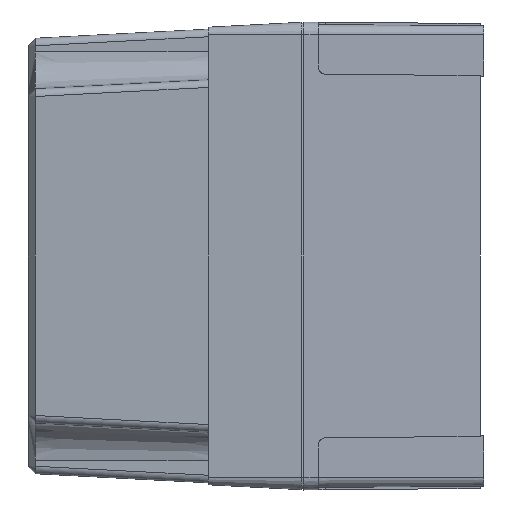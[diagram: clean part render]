
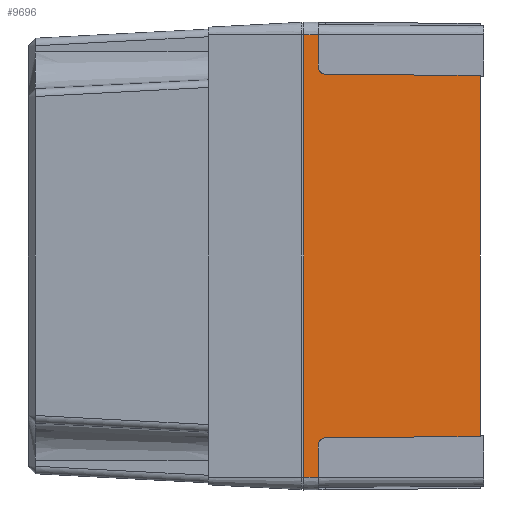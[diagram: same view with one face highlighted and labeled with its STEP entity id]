
A CAD part, left-side view. The second image highlights one B-rep face of the part: STEP entity #9696.
In plain terms, the highlighted planar face has unit normal (-1, -0.009, 0).
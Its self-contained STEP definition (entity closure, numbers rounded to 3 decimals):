
#104 = VECTOR ( 'NONE', #15329, 1000. ) ;
#186 = DIRECTION ( 'NONE',  ( 0., 0., 1. ) ) ;
#364 = ORIENTED_EDGE ( 'NONE', *, *, #15644, .T. ) ;
#533 = EDGE_CURVE ( 'NONE', #9728, #14686, #12604, .T. ) ;
#578 = LINE ( 'NONE', #2802, #10111 ) ;
#644 = VECTOR ( 'NONE', #13807, 1000. ) ;
#702 = CARTESIAN_POINT ( 'NONE',  ( -40.015, -4., 52.533 ) ) ;
#796 = EDGE_CURVE ( 'NONE', #10628, #9007, #15676, .T. ) ;
#1109 = CARTESIAN_POINT ( 'NONE',  ( -40.051, 0.096, -50.586 ) ) ;
#1323 = ORIENTED_EDGE ( 'NONE', *, *, #1495, .T. ) ;
#1427 = CARTESIAN_POINT ( 'NONE',  ( -40.015, -4., -52.533 ) ) ;
#1495 = EDGE_CURVE ( 'NONE', #6068, #4872, #12961, .T. ) ;
#1556 = CARTESIAN_POINT ( 'NONE',  ( -40.05, 0., -61.55 ) ) ;
#1597 = CARTESIAN_POINT ( 'NONE',  ( -40.041, -0.978, 50.576 ) ) ;
#1777 = CARTESIAN_POINT ( 'NONE',  ( -40.008, -4.819, -50.543 ) ) ;
#2111 = CARTESIAN_POINT ( 'NONE',  ( -40.05, 0., 61.55 ) ) ;
#2285 = VECTOR ( 'NONE', #5126, 1000. ) ;
#2404 = PLANE ( 'NONE',  #4180 ) ;
#2781 = CARTESIAN_POINT ( 'NONE',  ( -40.015, -4., -52.533 ) ) ;
#2802 = CARTESIAN_POINT ( 'NONE',  ( -40.05, 0., -61.55 ) ) ;
#2810 = CARTESIAN_POINT ( 'NONE',  ( -39.998, -5.983, -50.533 ) ) ;
#2863 = CARTESIAN_POINT ( 'NONE',  ( -40.015, -4., -51.369 ) ) ;
#3633 = ORIENTED_EDGE ( 'NONE', *, *, #5042, .F. ) ;
#3736 = CARTESIAN_POINT ( 'NONE',  ( -39.622, -49., 50.157 ) ) ;
#4126 = ORIENTED_EDGE ( 'NONE', *, *, #796, .T. ) ;
#4180 = AXIS2_PLACEMENT_3D ( 'NONE', #4827, #9679, #4756 ) ;
#4324 = CARTESIAN_POINT ( 'NONE',  ( -40.015, -4., 51.369 ) ) ;
#4756 = DIRECTION ( 'NONE',  ( 0.009, -1., 0. ) ) ;
#4827 = CARTESIAN_POINT ( 'NONE',  ( -40.05, 0., -61.55 ) ) ;
#4872 = VERTEX_POINT ( 'NONE', #12189 ) ;
#5042 = EDGE_CURVE ( 'NONE', #10628, #8570, #7416, .T. ) ;
#5126 = DIRECTION ( 'NONE',  ( 0., 0., 1. ) ) ;
#5355 = EDGE_LOOP ( 'NONE', ( #3633, #4126, #8506, #1323, #5739, #13763, #13783, #364, #13947, #10170 ) ) ;
#5707 =( BOUNDED_CURVE ( )  B_SPLINE_CURVE ( 3, ( #2781, #2863, #1777, #12537 ),
 .UNSPECIFIED., .F., .T. ) 
 B_SPLINE_CURVE_WITH_KNOTS ( ( 4, 4 ),
 ( 3.142, 4.704 ),
 .UNSPECIFIED. ) 
 CURVE ( )  GEOMETRIC_REPRESENTATION_ITEM ( )  RATIONAL_B_SPLINE_CURVE ( ( 1., 0.807, 0.807, 1. ) ) 
 REPRESENTATION_ITEM ( '' )  );
#5739 = ORIENTED_EDGE ( 'NONE', *, *, #15081, .F. ) ;
#5876 = CARTESIAN_POINT ( 'NONE',  ( -40.05, 0., -61.55 ) ) ;
#6036 = DIRECTION ( 'NONE',  ( -0.009, 1., 0. ) ) ;
#6068 = VERTEX_POINT ( 'NONE', #12551 ) ;
#6159 = CARTESIAN_POINT ( 'NONE',  ( -40.015, -4., -61.55 ) ) ;
#7270 = VERTEX_POINT ( 'NONE', #2810 ) ;
#7272 = CARTESIAN_POINT ( 'NONE',  ( -39.622, -49., -50.157 ) ) ;
#7416 = LINE ( 'NONE', #1597, #644 ) ;
#7625 = DIRECTION ( 'NONE',  ( 0., 0., 1. ) ) ;
#7681 = CARTESIAN_POINT ( 'NONE',  ( -39.622, -49., -61.55 ) ) ;
#8102 = LINE ( 'NONE', #5876, #14252 ) ;
#8506 = ORIENTED_EDGE ( 'NONE', *, *, #14911, .T. ) ;
#8529 = EDGE_CURVE ( 'NONE', #9728, #15182, #8102, .T. ) ;
#8570 = VERTEX_POINT ( 'NONE', #3736 ) ;
#8575 = LINE ( 'NONE', #15689, #15708 ) ;
#9007 = VERTEX_POINT ( 'NONE', #14836 ) ;
#9071 = VECTOR ( 'NONE', #10161, 1000. ) ;
#9535 = VECTOR ( 'NONE', #10817, 1000. ) ;
#9679 = DIRECTION ( 'NONE',  ( -1., -0.009, 0. ) ) ;
#9696 = ADVANCED_FACE ( 'NONE', ( #12067 ), #2404, .T. ) ;
#9728 = VERTEX_POINT ( 'NONE', #13108 ) ;
#10102 = EDGE_CURVE ( 'NONE', #10870, #7270, #10535, .T. ) ;
#10111 = VECTOR ( 'NONE', #7625, 1000. ) ;
#10161 = DIRECTION ( 'NONE',  ( 0., 0., 1. ) ) ;
#10170 = ORIENTED_EDGE ( 'NONE', *, *, #14182, .T. ) ;
#10222 = CARTESIAN_POINT ( 'NONE',  ( -39.998, -5.983, 50.533 ) ) ;
#10535 = LINE ( 'NONE', #1109, #104 ) ;
#10628 = VERTEX_POINT ( 'NONE', #11662 ) ;
#10817 = DIRECTION ( 'NONE',  ( -0.009, 1., 0. ) ) ;
#10870 = VERTEX_POINT ( 'NONE', #7272 ) ;
#11662 = CARTESIAN_POINT ( 'NONE',  ( -39.998, -5.983, 50.533 ) ) ;
#12067 = FACE_OUTER_BOUND ( 'NONE', #5355, .T. ) ;
#12189 = CARTESIAN_POINT ( 'NONE',  ( -40.05, 0., 61.55 ) ) ;
#12537 = CARTESIAN_POINT ( 'NONE',  ( -39.998, -5.983, -50.533 ) ) ;
#12551 = CARTESIAN_POINT ( 'NONE',  ( -40.015, -4., 61.55 ) ) ;
#12604 = LINE ( 'NONE', #6159, #2285 ) ;
#12616 = LINE ( 'NONE', #7681, #9071 ) ;
#12831 = CARTESIAN_POINT ( 'NONE',  ( -40.008, -4.819, 50.543 ) ) ;
#12961 = LINE ( 'NONE', #2111, #9535 ) ;
#13108 = CARTESIAN_POINT ( 'NONE',  ( -40.015, -4., -61.55 ) ) ;
#13763 = ORIENTED_EDGE ( 'NONE', *, *, #8529, .F. ) ;
#13783 = ORIENTED_EDGE ( 'NONE', *, *, #533, .T. ) ;
#13807 = DIRECTION ( 'NONE',  ( 0.009, -1., -0.009 ) ) ;
#13947 = ORIENTED_EDGE ( 'NONE', *, *, #10102, .F. ) ;
#14182 = EDGE_CURVE ( 'NONE', #10870, #8570, #12616, .T. ) ;
#14252 = VECTOR ( 'NONE', #6036, 1000. ) ;
#14686 = VERTEX_POINT ( 'NONE', #1427 ) ;
#14836 = CARTESIAN_POINT ( 'NONE',  ( -40.015, -4., 52.533 ) ) ;
#14911 = EDGE_CURVE ( 'NONE', #9007, #6068, #8575, .T. ) ;
#15081 = EDGE_CURVE ( 'NONE', #15182, #4872, #578, .T. ) ;
#15182 = VERTEX_POINT ( 'NONE', #1556 ) ;
#15329 = DIRECTION ( 'NONE',  ( -0.009, 1., -0.009 ) ) ;
#15644 = EDGE_CURVE ( 'NONE', #14686, #7270, #5707, .T. ) ;
#15676 =( BOUNDED_CURVE ( )  B_SPLINE_CURVE ( 3, ( #10222, #12831, #4324, #702 ),
 .UNSPECIFIED., .F., .T. ) 
 B_SPLINE_CURVE_WITH_KNOTS ( ( 4, 4 ),
 ( 4.721, 6.283 ),
 .UNSPECIFIED. ) 
 CURVE ( )  GEOMETRIC_REPRESENTATION_ITEM ( )  RATIONAL_B_SPLINE_CURVE ( ( 1., 0.807, 0.807, 1. ) ) 
 REPRESENTATION_ITEM ( '' )  );
#15689 = CARTESIAN_POINT ( 'NONE',  ( -40.015, -4., -61.55 ) ) ;
#15708 = VECTOR ( 'NONE', #186, 1000. ) ;
